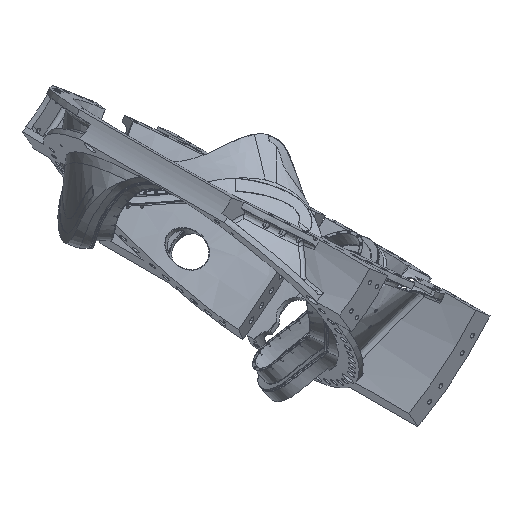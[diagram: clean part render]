
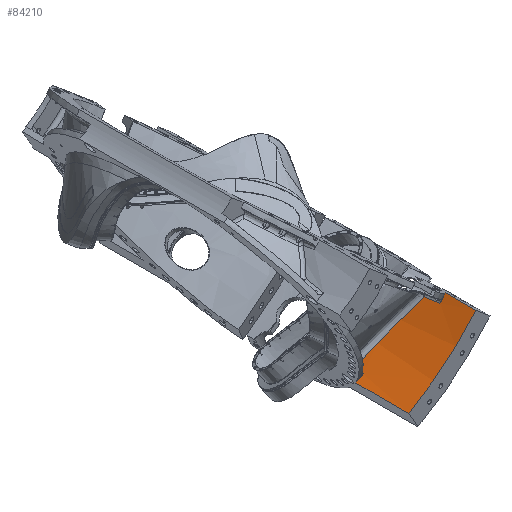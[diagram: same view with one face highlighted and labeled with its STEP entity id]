
A CAD part, isometric view. The second image highlights one B-rep face of the part: STEP entity #84210.
In plain terms, the highlighted cylindrical face has radius 1930.4 mm (diameter 3860.8 mm), a partial arc.
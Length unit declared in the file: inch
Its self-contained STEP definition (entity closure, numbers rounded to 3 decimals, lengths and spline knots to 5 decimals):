
#9671=DIRECTION('',(0.,1.,0.));
#9672=VECTOR('',#9671,9.04145);
#9673=CARTESIAN_POINT('',(58.22713,-47.1875,-49.18471));
#9674=LINE('',#9673,#9672);
#18729=CARTESIAN_POINT('',(58.22713,-38.14605,
-49.18471));
#18730=CARTESIAN_POINT('',(58.04713,-38.14723,
-49.39674));
#18731=CARTESIAN_POINT('',(57.68465,-38.15186,
-49.81902));
#18732=CARTESIAN_POINT('',(57.13365,-38.1656,
-50.44682));
#18733=CARTESIAN_POINT('',(56.76117,-38.17929,
-50.86193));
#18734=CARTESIAN_POINT('',(56.57367,-38.18727,
-51.06857));
#20229=CARTESIAN_POINT('',(40.43248,-31.48783,
-64.53274));
#20230=CARTESIAN_POINT('',(40.19713,-31.48124,
-64.67915));
#20231=CARTESIAN_POINT('',(39.72449,-31.47024,
-64.96959));
#20232=CARTESIAN_POINT('',(39.00935,-31.46031,
-65.39833));
#20233=CARTESIAN_POINT('',(38.52946,-31.4581,
-65.67891));
#20234=CARTESIAN_POINT('',(38.28868,-31.4581,
-65.81793));
#20261=CARTESIAN_POINT('',(38.28868,-31.4581,
-65.81793));
#21343=CARTESIAN_POINT('',(56.24345,-33.88772,
-51.43019));
#21344=CARTESIAN_POINT('',(55.0938,-33.19904,
-52.68099));
#21345=CARTESIAN_POINT('',(52.72232,-31.95483,
-55.09051));
#21346=CARTESIAN_POINT('',(49.04955,-30.51864,
-58.36523));
#21347=CARTESIAN_POINT('',(45.08729,-29.40581,
-61.46415));
#21348=CARTESIAN_POINT('',(42.20773,-28.86263,
-63.41852));
#21349=CARTESIAN_POINT('',(40.71214,-28.63854,
-64.35791));
#21354=CARTESIAN_POINT('',(56.57367,-38.18727,
-51.06857));
#21355=CARTESIAN_POINT('',(56.51786,-37.47753,
-51.13009));
#21356=CARTESIAN_POINT('',(56.40709,-36.05097,
-51.25176));
#21357=CARTESIAN_POINT('',(56.29755,-34.61129,
-51.37133));
#21358=CARTESIAN_POINT('',(56.24345,-33.88772,
-51.43019));
#21363=CARTESIAN_POINT('',(0.28868,-47.1875,0.));
#21364=DIRECTION('',(0.,1.,0.));
#21365=DIRECTION('',(0.762,0.,-0.647));
#21366=AXIS2_PLACEMENT_3D('',#21363,#21364,#21365);
#21371=DIRECTION('',(0.,1.,0.));
#21372=VECTOR('',#21371,15.7294);
#21373=CARTESIAN_POINT('',(38.28868,-47.1875,-65.81793));
#21374=LINE('',#21373,#21372);
#21378=CARTESIAN_POINT('',(40.71214,-28.63854,
-64.35791));
#21379=CARTESIAN_POINT('',(40.66419,-29.13274,-64.38802));
#21380=CARTESIAN_POINT('',(40.56996,-30.09936,
-64.4471));
#21381=CARTESIAN_POINT('',(40.47778,-31.03164,
-64.50456));
#21382=CARTESIAN_POINT('',(40.43248,-31.48783,
-64.53274));
#21570=CARTESIAN_POINT('',(56.57367,-38.18727,
-51.06857));
#46522=VERTEX_POINT('',#20261);
#46527=CARTESIAN_POINT('',(38.28868,-47.1875,-65.81793));
#46529=VERTEX_POINT('',#46527);
#46535=CARTESIAN_POINT('',(58.22713,-47.1875,-49.18471));
#46537=VERTEX_POINT('',#46535);
#46551=CARTESIAN_POINT('',(58.22713,-38.14605,
-49.18471));
#46552=VERTEX_POINT('',#46551);
#46630=VERTEX_POINT('',#21343);
#46631=VERTEX_POINT('',#21349);
#46633=VERTEX_POINT('',#21570);
#46636=VERTEX_POINT('',#21382);
#84193=CARTESIAN_POINT('',(0.28868,-50.,0.));
#84194=DIRECTION('',(0.,1.,0.));
#84195=DIRECTION('',(0.,0.,-1.));
#84196=AXIS2_PLACEMENT_3D('',#84193,#84194,#84195);
#84197=CYLINDRICAL_SURFACE('',#84196,76.);
#84199=ORIENTED_EDGE('',*,*,#84198,.F.);
#84201=ORIENTED_EDGE('',*,*,#84200,.F.);
#84202=ORIENTED_EDGE('',*,*,#80553,.F.);
#84203=ORIENTED_EDGE('',*,*,#68577,.F.);
#84204=ORIENTED_EDGE('',*,*,#84148,.T.);
#84205=ORIENTED_EDGE('',*,*,#67112,.T.);
#84206=ORIENTED_EDGE('',*,*,#82893,.F.);
#84207=ORIENTED_EDGE('',*,*,#67629,.F.);
#84208=EDGE_LOOP('',(#84199,#84201,#84202,#84203,#84204,#84205,#84206,#84207));
#84209=FACE_OUTER_BOUND('',#84208,.F.);
#84210=ADVANCED_FACE('',(#84209),#84197,.F.);
#18735=B_SPLINE_CURVE_WITH_KNOTS('',3,(#18729,#18730,#18731,#18732,#18733,
#18734),.UNSPECIFIED.,.F.,.F.,(4,1,1,4),(0.,0.33333,
0.66667,1.),.UNSPECIFIED.);
#20235=B_SPLINE_CURVE_WITH_KNOTS('',3,(#20229,#20230,#20231,#20232,#20233,
#20234),.UNSPECIFIED.,.F.,.F.,(4,1,1,4),(0.,0.33333,
0.66667,1.),.UNSPECIFIED.);
#21350=B_SPLINE_CURVE_WITH_KNOTS('',3,(#21343,#21344,#21345,#21346,#21347,
#21348,#21349),.UNSPECIFIED.,.F.,.F.,(4,1,1,1,4),(0.,0.25,0.5,0.75,
1.),.UNSPECIFIED.);
#21359=B_SPLINE_CURVE_WITH_KNOTS('',3,(#21354,#21355,#21356,#21357,#21358),
.UNSPECIFIED.,.F.,.F.,(4,1,4),(0.,0.5,1.),.UNSPECIFIED.);
#21367=CIRCLE('',#21366,76.);
#21383=B_SPLINE_CURVE_WITH_KNOTS('',3,(#21378,#21379,#21380,#21381,#21382),
.UNSPECIFIED.,.F.,.F.,(4,1,4),(0.,0.5,1.),.UNSPECIFIED.);
#67112=EDGE_CURVE('',#46529,#46522,#21374,.T.);
#67629=EDGE_CURVE('',#46631,#46636,#21383,.T.);
#68577=EDGE_CURVE('',#46537,#46552,#9674,.T.);
#80553=EDGE_CURVE('',#46552,#46633,#18735,.T.);
#82893=EDGE_CURVE('',#46636,#46522,#20235,.T.);
#84148=EDGE_CURVE('',#46537,#46529,#21367,.T.);
#84198=EDGE_CURVE('',#46630,#46631,#21350,.T.);
#84200=EDGE_CURVE('',#46633,#46630,#21359,.T.);
